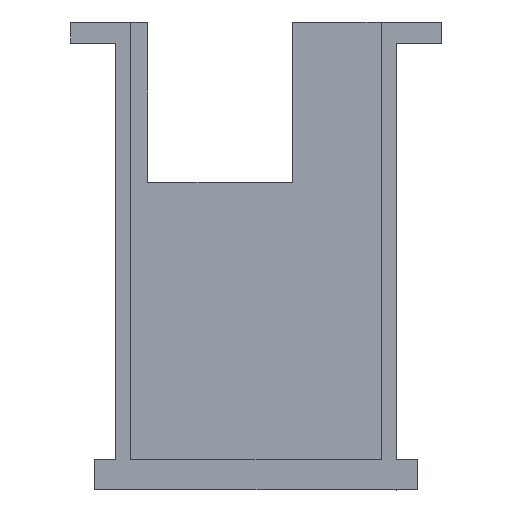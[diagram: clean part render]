
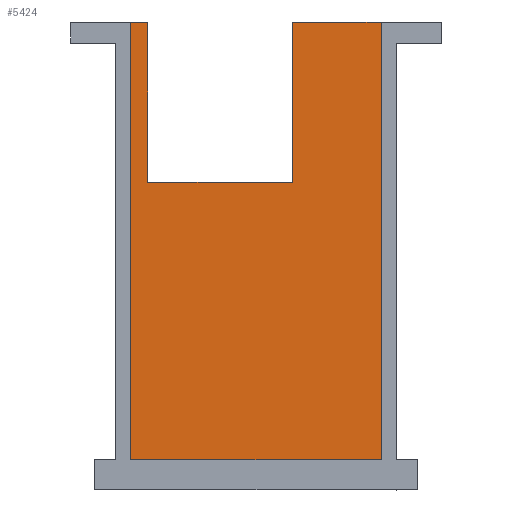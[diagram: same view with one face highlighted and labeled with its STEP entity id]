
A CAD part, left-side view. The second image highlights one B-rep face of the part: STEP entity #5424.
In plain terms, the highlighted face is planar.
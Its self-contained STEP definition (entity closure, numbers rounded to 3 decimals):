
#112 = VERTEX_POINT('',#113);
#113 = CARTESIAN_POINT('',(1.147,39.515,23.));
#126 = PLANE('',#127);
#127 = AXIS2_PLACEMENT_3D('',#128,#129,#130);
#128 = CARTESIAN_POINT('',(0.175,39.515,15.75));
#129 = DIRECTION('',(0.,1.,0.));
#130 = DIRECTION('',(0.,0.,1.));
#424 = PLANE('',#425);
#425 = AXIS2_PLACEMENT_3D('',#426,#427,#428);
#426 = CARTESIAN_POINT('',(1.544,39.132,23.));
#427 = DIRECTION('',(0.,0.,1.));
#428 = DIRECTION('',(1.,0.,0.));
#442 = EDGE_CURVE('',#443,#112,#445,.T.);
#443 = VERTEX_POINT('',#444);
#444 = CARTESIAN_POINT('',(1.147,38.955,23.));
#445 = SURFACE_CURVE('',#446,(#450,#456),.PCURVE_S1.);
#446 = LINE('',#447,#448);
#447 = CARTESIAN_POINT('',(1.147,38.955,23.));
#448 = VECTOR('',#449,1.);
#449 = DIRECTION('',(0.,1.,0.));
#450 = PCURVE('',#424,#451);
#451 = DEFINITIONAL_REPRESENTATION('',(#452),#455);
#452 = B_SPLINE_CURVE_WITH_KNOTS('',1,(#453,#454),.UNSPECIFIED.,.F.,.F.,
  (2,2),(0.,0.56),.PIECEWISE_BEZIER_KNOTS.);
#453 = CARTESIAN_POINT('',(-0.397,-0.176));
#454 = CARTESIAN_POINT('',(-0.397,0.383));
#455 = ( GEOMETRIC_REPRESENTATION_CONTEXT(2) 
PARAMETRIC_REPRESENTATION_CONTEXT() REPRESENTATION_CONTEXT('2D SPACE',''
  ) );
#456 = PCURVE('',#457,#462);
#457 = PLANE('',#458);
#458 = AXIS2_PLACEMENT_3D('',#459,#460,#461);
#459 = CARTESIAN_POINT('',(1.147,35.587,
    16.172));
#460 = DIRECTION('',(1.,0.,0.));
#461 = DIRECTION('',(0.,0.,1.));
#462 = DEFINITIONAL_REPRESENTATION('',(#463),#467);
#463 = LINE('',#464,#465);
#464 = CARTESIAN_POINT('',(6.828,-3.368));
#465 = VECTOR('',#466,1.);
#466 = DIRECTION('',(0.,-1.));
#467 = ( GEOMETRIC_REPRESENTATION_CONTEXT(2) 
PARAMETRIC_REPRESENTATION_CONTEXT() REPRESENTATION_CONTEXT('2D SPACE',''
  ) );
#482 = PLANE('',#483);
#483 = AXIS2_PLACEMENT_3D('',#484,#485,#486);
#484 = CARTESIAN_POINT('',(1.653,38.955,
    20.347));
#485 = DIRECTION('',(0.,1.,0.));
#486 = DIRECTION('',(0.,0.,1.));
#762 = PLANE('',#763);
#763 = AXIS2_PLACEMENT_3D('',#764,#765,#766);
#764 = CARTESIAN_POINT('',(1.653,36.561,17.704
    ));
#765 = DIRECTION('',(0.,0.,-1.));
#766 = DIRECTION('',(-1.,0.,0.));
#803 = VERTEX_POINT('',#804);
#804 = CARTESIAN_POINT('',(1.147,34.156,23.024
    ));
#824 = PLANE('',#825);
#825 = AXIS2_PLACEMENT_3D('',#826,#827,#828);
#826 = CARTESIAN_POINT('',(1.428,34.156,20.138
    ));
#827 = DIRECTION('',(0.,-1.,0.));
#828 = DIRECTION('',(-1.,0.,0.));
#908 = PLANE('',#909);
#909 = AXIS2_PLACEMENT_3D('',#910,#911,#912);
#910 = CARTESIAN_POINT('',(0.978,31.182,
    23.024));
#911 = DIRECTION('',(-0.,-0.,-1.));
#912 = DIRECTION('',(-1.,0.,0.));
#2735 = VERTEX_POINT('',#2736);
#2736 = CARTESIAN_POINT('',(1.147,39.515,8.5));
#2750 = PLANE('',#2751);
#2751 = AXIS2_PLACEMENT_3D('',#2752,#2753,#2754);
#2752 = CARTESIAN_POINT('',(0.175,35.365,8.5));
#2753 = DIRECTION('',(-0.,-0.,-1.));
#2754 = DIRECTION('',(-1.,0.,0.));
#2784 = EDGE_CURVE('',#112,#2735,#2785,.T.);
#2785 = SURFACE_CURVE('',#2786,(#2790,#2797),.PCURVE_S1.);
#2786 = LINE('',#2787,#2788);
#2787 = CARTESIAN_POINT('',(1.147,39.515,23.));
#2788 = VECTOR('',#2789,1.);
#2789 = DIRECTION('',(0.,0.,-1.));
#2790 = PCURVE('',#126,#2791);
#2791 = DEFINITIONAL_REPRESENTATION('',(#2792),#2796);
#2792 = LINE('',#2793,#2794);
#2793 = CARTESIAN_POINT('',(7.25,0.972));
#2794 = VECTOR('',#2795,1.);
#2795 = DIRECTION('',(-1.,0.));
#2796 = ( GEOMETRIC_REPRESENTATION_CONTEXT(2) 
PARAMETRIC_REPRESENTATION_CONTEXT() REPRESENTATION_CONTEXT('2D SPACE',''
  ) );
#2797 = PCURVE('',#457,#2798);
#2798 = DEFINITIONAL_REPRESENTATION('',(#2799),#2803);
#2799 = LINE('',#2800,#2801);
#2800 = CARTESIAN_POINT('',(6.828,-3.928));
#2801 = VECTOR('',#2802,1.);
#2802 = DIRECTION('',(-1.,0.));
#2803 = ( GEOMETRIC_REPRESENTATION_CONTEXT(2) 
PARAMETRIC_REPRESENTATION_CONTEXT() REPRESENTATION_CONTEXT('2D SPACE',''
  ) );
#2810 = EDGE_CURVE('',#803,#2811,#2813,.T.);
#2811 = VERTEX_POINT('',#2812);
#2812 = CARTESIAN_POINT('',(1.147,34.156,
    17.704));
#2813 = SURFACE_CURVE('',#2814,(#2818,#2825),.PCURVE_S1.);
#2814 = LINE('',#2815,#2816);
#2815 = CARTESIAN_POINT('',(1.147,34.156,
    23.024));
#2816 = VECTOR('',#2817,1.);
#2817 = DIRECTION('',(0.,0.,-1.));
#2818 = PCURVE('',#824,#2819);
#2819 = DEFINITIONAL_REPRESENTATION('',(#2820),#2824);
#2820 = LINE('',#2821,#2822);
#2821 = CARTESIAN_POINT('',(0.281,-2.886));
#2822 = VECTOR('',#2823,1.);
#2823 = DIRECTION('',(0.,1.));
#2824 = ( GEOMETRIC_REPRESENTATION_CONTEXT(2) 
PARAMETRIC_REPRESENTATION_CONTEXT() REPRESENTATION_CONTEXT('2D SPACE',''
  ) );
#2825 = PCURVE('',#457,#2826);
#2826 = DEFINITIONAL_REPRESENTATION('',(#2827),#2831);
#2827 = LINE('',#2828,#2829);
#2828 = CARTESIAN_POINT('',(6.852,1.431));
#2829 = VECTOR('',#2830,1.);
#2830 = DIRECTION('',(-1.,0.));
#2831 = ( GEOMETRIC_REPRESENTATION_CONTEXT(2) 
PARAMETRIC_REPRESENTATION_CONTEXT() REPRESENTATION_CONTEXT('2D SPACE',''
  ) );
#3079 = PLANE('',#3080);
#3080 = AXIS2_PLACEMENT_3D('',#3081,#3082,#3083);
#3081 = CARTESIAN_POINT('',(0.175,31.215,
    15.762));
#3082 = DIRECTION('',(-0.,-1.,-0.));
#3083 = DIRECTION('',(0.,0.,-1.));
#4539 = EDGE_CURVE('',#2735,#4540,#4542,.T.);
#4540 = VERTEX_POINT('',#4541);
#4541 = CARTESIAN_POINT('',(1.147,31.215,8.5));
#4542 = SURFACE_CURVE('',#4543,(#4547,#4554),.PCURVE_S1.);
#4543 = LINE('',#4544,#4545);
#4544 = CARTESIAN_POINT('',(1.147,39.515,8.5));
#4545 = VECTOR('',#4546,1.);
#4546 = DIRECTION('',(0.,-1.,0.));
#4547 = PCURVE('',#2750,#4548);
#4548 = DEFINITIONAL_REPRESENTATION('',(#4549),#4553);
#4549 = LINE('',#4550,#4551);
#4550 = CARTESIAN_POINT('',(-0.972,4.15));
#4551 = VECTOR('',#4552,1.);
#4552 = DIRECTION('',(0.,-1.));
#4553 = ( GEOMETRIC_REPRESENTATION_CONTEXT(2) 
PARAMETRIC_REPRESENTATION_CONTEXT() REPRESENTATION_CONTEXT('2D SPACE',''
  ) );
#4554 = PCURVE('',#457,#4555);
#4555 = DEFINITIONAL_REPRESENTATION('',(#4556),#4560);
#4556 = LINE('',#4557,#4558);
#4557 = CARTESIAN_POINT('',(-7.672,-3.928));
#4558 = VECTOR('',#4559,1.);
#4559 = DIRECTION('',(0.,1.));
#4560 = ( GEOMETRIC_REPRESENTATION_CONTEXT(2) 
PARAMETRIC_REPRESENTATION_CONTEXT() REPRESENTATION_CONTEXT('2D SPACE',''
  ) );
#5380 = VERTEX_POINT('',#5381);
#5381 = CARTESIAN_POINT('',(1.147,38.955,
    17.704));
#5402 = EDGE_CURVE('',#5380,#443,#5403,.T.);
#5403 = SURFACE_CURVE('',#5404,(#5408,#5415),.PCURVE_S1.);
#5404 = LINE('',#5405,#5406);
#5405 = CARTESIAN_POINT('',(1.147,38.955,
    17.704));
#5406 = VECTOR('',#5407,1.);
#5407 = DIRECTION('',(0.,0.,1.));
#5408 = PCURVE('',#482,#5409);
#5409 = DEFINITIONAL_REPRESENTATION('',(#5410),#5414);
#5410 = LINE('',#5411,#5412);
#5411 = CARTESIAN_POINT('',(-2.643,-0.506));
#5412 = VECTOR('',#5413,1.);
#5413 = DIRECTION('',(1.,0.));
#5414 = ( GEOMETRIC_REPRESENTATION_CONTEXT(2) 
PARAMETRIC_REPRESENTATION_CONTEXT() REPRESENTATION_CONTEXT('2D SPACE',''
  ) );
#5415 = PCURVE('',#457,#5416);
#5416 = DEFINITIONAL_REPRESENTATION('',(#5417),#5421);
#5417 = LINE('',#5418,#5419);
#5418 = CARTESIAN_POINT('',(1.532,-3.368));
#5419 = VECTOR('',#5420,1.);
#5420 = DIRECTION('',(1.,0.));
#5421 = ( GEOMETRIC_REPRESENTATION_CONTEXT(2) 
PARAMETRIC_REPRESENTATION_CONTEXT() REPRESENTATION_CONTEXT('2D SPACE',''
  ) );
#5424 = ADVANCED_FACE('',(#5425),#457,.T.);
#5425 = FACE_BOUND('',#5426,.T.);
#5426 = EDGE_LOOP('',(#5427,#5450,#5451,#5452,#5453,#5454,#5475,#5476));
#5427 = ORIENTED_EDGE('',*,*,#5428,.F.);
#5428 = EDGE_CURVE('',#4540,#5429,#5431,.T.);
#5429 = VERTEX_POINT('',#5430);
#5430 = CARTESIAN_POINT('',(1.147,31.215,
    23.024));
#5431 = SURFACE_CURVE('',#5432,(#5436,#5443),.PCURVE_S1.);
#5432 = LINE('',#5433,#5434);
#5433 = CARTESIAN_POINT('',(1.147,31.215,8.5));
#5434 = VECTOR('',#5435,1.);
#5435 = DIRECTION('',(0.,0.,1.));
#5436 = PCURVE('',#457,#5437);
#5437 = DEFINITIONAL_REPRESENTATION('',(#5438),#5442);
#5438 = LINE('',#5439,#5440);
#5439 = CARTESIAN_POINT('',(-7.672,4.372));
#5440 = VECTOR('',#5441,1.);
#5441 = DIRECTION('',(1.,0.));
#5442 = ( GEOMETRIC_REPRESENTATION_CONTEXT(2) 
PARAMETRIC_REPRESENTATION_CONTEXT() REPRESENTATION_CONTEXT('2D SPACE',''
  ) );
#5443 = PCURVE('',#3079,#5444);
#5444 = DEFINITIONAL_REPRESENTATION('',(#5445),#5449);
#5445 = LINE('',#5446,#5447);
#5446 = CARTESIAN_POINT('',(7.262,0.972));
#5447 = VECTOR('',#5448,1.);
#5448 = DIRECTION('',(-1.,0.));
#5449 = ( GEOMETRIC_REPRESENTATION_CONTEXT(2) 
PARAMETRIC_REPRESENTATION_CONTEXT() REPRESENTATION_CONTEXT('2D SPACE',''
  ) );
#5450 = ORIENTED_EDGE('',*,*,#4539,.F.);
#5451 = ORIENTED_EDGE('',*,*,#2784,.F.);
#5452 = ORIENTED_EDGE('',*,*,#442,.F.);
#5453 = ORIENTED_EDGE('',*,*,#5402,.F.);
#5454 = ORIENTED_EDGE('',*,*,#5455,.F.);
#5455 = EDGE_CURVE('',#2811,#5380,#5456,.T.);
#5456 = SURFACE_CURVE('',#5457,(#5461,#5468),.PCURVE_S1.);
#5457 = LINE('',#5458,#5459);
#5458 = CARTESIAN_POINT('',(1.147,34.156,
    17.704));
#5459 = VECTOR('',#5460,1.);
#5460 = DIRECTION('',(0.,1.,0.));
#5461 = PCURVE('',#457,#5462);
#5462 = DEFINITIONAL_REPRESENTATION('',(#5463),#5467);
#5463 = LINE('',#5464,#5465);
#5464 = CARTESIAN_POINT('',(1.532,1.431));
#5465 = VECTOR('',#5466,1.);
#5466 = DIRECTION('',(0.,-1.));
#5467 = ( GEOMETRIC_REPRESENTATION_CONTEXT(2) 
PARAMETRIC_REPRESENTATION_CONTEXT() REPRESENTATION_CONTEXT('2D SPACE',''
  ) );
#5468 = PCURVE('',#762,#5469);
#5469 = DEFINITIONAL_REPRESENTATION('',(#5470),#5474);
#5470 = LINE('',#5471,#5472);
#5471 = CARTESIAN_POINT('',(0.506,-2.404));
#5472 = VECTOR('',#5473,1.);
#5473 = DIRECTION('',(0.,1.));
#5474 = ( GEOMETRIC_REPRESENTATION_CONTEXT(2) 
PARAMETRIC_REPRESENTATION_CONTEXT() REPRESENTATION_CONTEXT('2D SPACE',''
  ) );
#5475 = ORIENTED_EDGE('',*,*,#2810,.F.);
#5476 = ORIENTED_EDGE('',*,*,#5477,.F.);
#5477 = EDGE_CURVE('',#5429,#803,#5478,.T.);
#5478 = SURFACE_CURVE('',#5479,(#5483,#5490),.PCURVE_S1.);
#5479 = LINE('',#5480,#5481);
#5480 = CARTESIAN_POINT('',(1.147,31.215,
    23.024));
#5481 = VECTOR('',#5482,1.);
#5482 = DIRECTION('',(0.,1.,0.));
#5483 = PCURVE('',#457,#5484);
#5484 = DEFINITIONAL_REPRESENTATION('',(#5485),#5489);
#5485 = LINE('',#5486,#5487);
#5486 = CARTESIAN_POINT('',(6.852,4.372));
#5487 = VECTOR('',#5488,1.);
#5488 = DIRECTION('',(0.,-1.));
#5489 = ( GEOMETRIC_REPRESENTATION_CONTEXT(2) 
PARAMETRIC_REPRESENTATION_CONTEXT() REPRESENTATION_CONTEXT('2D SPACE',''
  ) );
#5490 = PCURVE('',#908,#5491);
#5491 = DEFINITIONAL_REPRESENTATION('',(#5492),#5496);
#5492 = LINE('',#5493,#5494);
#5493 = CARTESIAN_POINT('',(-0.169,0.033));
#5494 = VECTOR('',#5495,1.);
#5495 = DIRECTION('',(0.,1.));
#5496 = ( GEOMETRIC_REPRESENTATION_CONTEXT(2) 
PARAMETRIC_REPRESENTATION_CONTEXT() REPRESENTATION_CONTEXT('2D SPACE',''
  ) );
